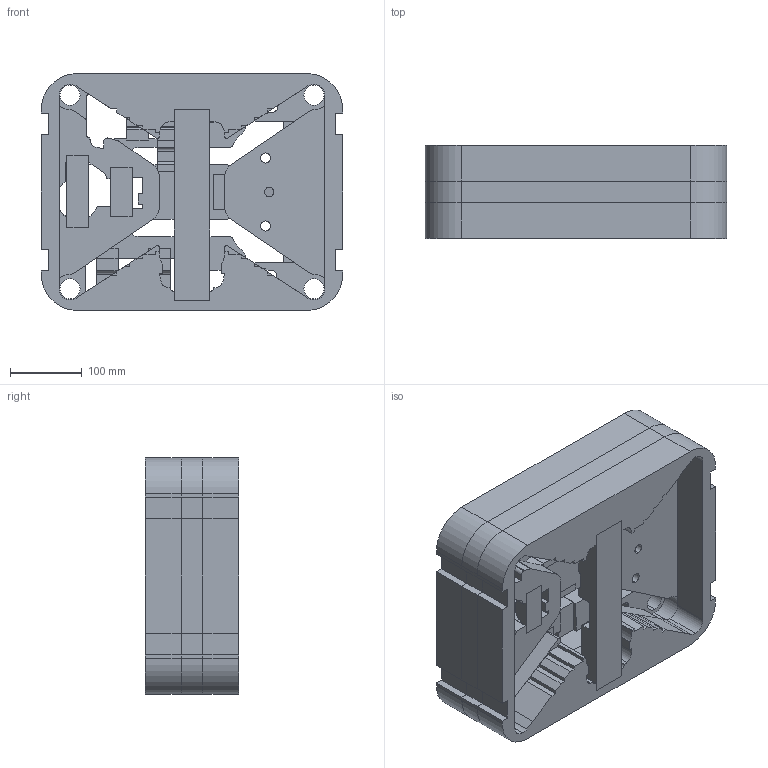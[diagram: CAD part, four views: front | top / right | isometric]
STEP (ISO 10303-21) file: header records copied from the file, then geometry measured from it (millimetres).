
FILE_DESCRIPTION (( 'STEP AP203' ), '1' );
FILE_NAME ('XP-Assembled.STEP', '2019-04-14T10:27:10', ( '' ), ( '' ), '', '', '' );
FILE_SCHEMA (( 'CONFIG_CONTROL_DESIGN' ));
Length unit declared in the file: millimetre
Products named in the file (14): Xiaomi-Drone-PGU; Xiaomi-Drone-PBatU2; Xiaomi-Drone-PBatU; XP-Assembled; Xiaomi-Drone-PCHGU_Short; Xiaomi-Drone-PRCU; Xiaomi-Drone-PBase_Btm; Xiaomi-Drone-PBatU_wRC; Xiaomi-Drone-PBase; Xiaomi-Drone-PBase_Top; Xiaomi-Drone-PRCU3; Xiaomi-Drone-PBodyU; Xiaomi-Drone-PGU2; Xiaomi-Drone-PCHGU
Assembly tree (17 placements, depth 2):
  XP-Assembled
    Xiaomi-Drone-PBase
    Xiaomi-Drone-PBase_Btm
    Xiaomi-Drone-PBase_Top
    Xiaomi-Drone-PRCU
    Xiaomi-Drone-PGU  x2
    Xiaomi-Drone-PGU2  x2
    Xiaomi-Drone-PCHGU  x2
    Xiaomi-Drone-PCHGU_Short  x2
    Xiaomi-Drone-PBatU
    Xiaomi-Drone-PBatU_wRC
    Xiaomi-Drone-PRCU3
    Xiaomi-Drone-PBatU2
    Xiaomi-Drone-PBodyU
Bounding box: 420 x 130 x 330 mm (x, y, z)
Volume: 8829901.5 mm3; surface area: 1130965.1 mm2
Topology: 17 solids, 17 shells, 721 faces, 2064 edges, 1376 vertices
Faces by surface type: plane 453, cylinder 210, bspline 58
Entity records: 24218 total; most frequent: CARTESIAN_POINT 5297, ORIENTED_EDGE 3792, DIRECTION 3394, EDGE_CURVE 1896, VECTOR 1404, LINE 1404, VERTEX_POINT 1264, AXIS2_PLACEMENT_3D 995
